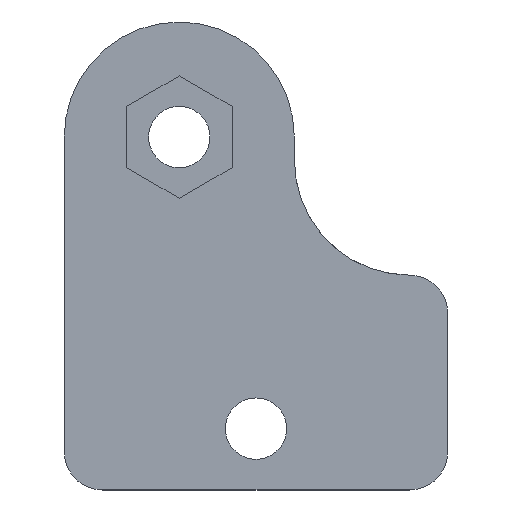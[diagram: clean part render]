
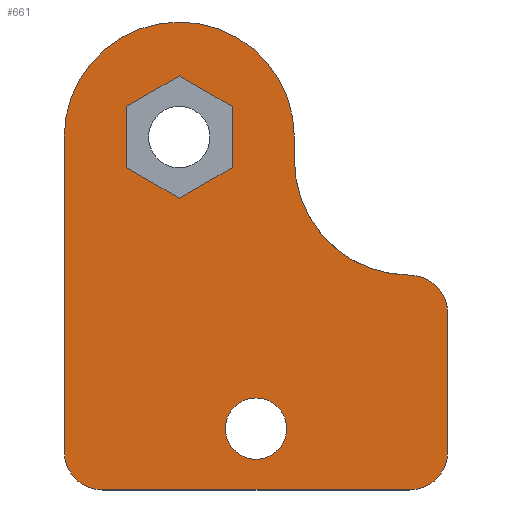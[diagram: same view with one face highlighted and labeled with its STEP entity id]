
A CAD part, front view. The second image highlights one B-rep face of the part: STEP entity #661.
In plain terms, the highlighted planar face has unit normal (0, -1, 0).
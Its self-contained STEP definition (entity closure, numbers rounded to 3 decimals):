
#33=FACE_BOUND('',#80,.T.);
#34=FACE_BOUND('',#81,.T.);
#42=FACE_OUTER_BOUND('',#79,.T.);
#79=EDGE_LOOP('',(#452,#453,#454,#455,#456,#457,#458,#459,#460));
#80=EDGE_LOOP('',(#461));
#81=EDGE_LOOP('',(#462,#463,#464,#465,#466,#467));
#125=CIRCLE('',#715,2.5);
#126=CIRCLE('',#716,7.5);
#127=CIRCLE('',#717,7.5);
#128=CIRCLE('',#718,2.5);
#129=CIRCLE('',#719,2.5);
#130=CIRCLE('',#720,2.);
#154=LINE('',#990,#221);
#155=LINE('',#996,#222);
#156=LINE('',#1000,#223);
#157=LINE('',#1004,#224);
#158=LINE('',#1010,#225);
#159=LINE('',#1012,#226);
#160=LINE('',#1014,#227);
#161=LINE('',#1016,#228);
#162=LINE('',#1018,#229);
#163=LINE('',#1019,#230);
#221=VECTOR('',#790,10.);
#222=VECTOR('',#795,10.);
#223=VECTOR('',#798,10.);
#224=VECTOR('',#801,10.);
#225=VECTOR('',#806,10.);
#226=VECTOR('',#807,10.);
#227=VECTOR('',#808,10.);
#228=VECTOR('',#809,10.);
#229=VECTOR('',#810,10.);
#230=VECTOR('',#811,10.);
#291=VERTEX_POINT('',#988);
#292=VERTEX_POINT('',#989);
#293=VERTEX_POINT('',#991);
#294=VERTEX_POINT('',#993);
#295=VERTEX_POINT('',#995);
#296=VERTEX_POINT('',#997);
#297=VERTEX_POINT('',#999);
#298=VERTEX_POINT('',#1001);
#299=VERTEX_POINT('',#1003);
#300=VERTEX_POINT('',#1006);
#301=VERTEX_POINT('',#1008);
#302=VERTEX_POINT('',#1009);
#303=VERTEX_POINT('',#1011);
#304=VERTEX_POINT('',#1013);
#305=VERTEX_POINT('',#1015);
#306=VERTEX_POINT('',#1017);
#355=EDGE_CURVE('',#291,#292,#154,.T.);
#356=EDGE_CURVE('',#293,#291,#125,.T.);
#357=EDGE_CURVE('',#294,#293,#126,.T.);
#358=EDGE_CURVE('',#295,#294,#155,.T.);
#359=EDGE_CURVE('',#296,#295,#127,.T.);
#360=EDGE_CURVE('',#297,#296,#156,.T.);
#361=EDGE_CURVE('',#298,#297,#128,.T.);
#362=EDGE_CURVE('',#299,#298,#157,.T.);
#363=EDGE_CURVE('',#292,#299,#129,.T.);
#364=EDGE_CURVE('',#300,#300,#130,.T.);
#365=EDGE_CURVE('',#301,#302,#158,.T.);
#366=EDGE_CURVE('',#303,#301,#159,.T.);
#367=EDGE_CURVE('',#304,#303,#160,.T.);
#368=EDGE_CURVE('',#305,#304,#161,.T.);
#369=EDGE_CURVE('',#306,#305,#162,.T.);
#370=EDGE_CURVE('',#302,#306,#163,.T.);
#452=ORIENTED_EDGE('',*,*,#355,.F.);
#453=ORIENTED_EDGE('',*,*,#356,.F.);
#454=ORIENTED_EDGE('',*,*,#357,.F.);
#455=ORIENTED_EDGE('',*,*,#358,.F.);
#456=ORIENTED_EDGE('',*,*,#359,.F.);
#457=ORIENTED_EDGE('',*,*,#360,.F.);
#458=ORIENTED_EDGE('',*,*,#361,.F.);
#459=ORIENTED_EDGE('',*,*,#362,.F.);
#460=ORIENTED_EDGE('',*,*,#363,.F.);
#461=ORIENTED_EDGE('',*,*,#364,.F.);
#462=ORIENTED_EDGE('',*,*,#365,.F.);
#463=ORIENTED_EDGE('',*,*,#366,.F.);
#464=ORIENTED_EDGE('',*,*,#367,.F.);
#465=ORIENTED_EDGE('',*,*,#368,.F.);
#466=ORIENTED_EDGE('',*,*,#369,.F.);
#467=ORIENTED_EDGE('',*,*,#370,.F.);
#640=PLANE('',#714);
#661=ADVANCED_FACE('',(#42,#33,#34),#640,.T.);
#714=AXIS2_PLACEMENT_3D('',#987,#788,#789);
#715=AXIS2_PLACEMENT_3D('',#992,#791,#792);
#716=AXIS2_PLACEMENT_3D('',#994,#793,#794);
#717=AXIS2_PLACEMENT_3D('',#998,#796,#797);
#718=AXIS2_PLACEMENT_3D('',#1002,#799,#800);
#719=AXIS2_PLACEMENT_3D('',#1005,#802,#803);
#720=AXIS2_PLACEMENT_3D('',#1007,#804,#805);
#788=DIRECTION('center_axis',(0.,-1.,0.));
#789=DIRECTION('ref_axis',(1.,0.,0.));
#790=DIRECTION('',(0.,0.,-1.));
#791=DIRECTION('center_axis',(0.,1.,0.));
#792=DIRECTION('ref_axis',(0.707,0.,0.707));
#793=DIRECTION('center_axis',(0.,-1.,0.));
#794=DIRECTION('ref_axis',(-0.707,0.,-0.707));
#795=DIRECTION('',(0.,0.,-1.));
#796=DIRECTION('center_axis',(0.,1.,0.));
#797=DIRECTION('ref_axis',(1.,0.,0.));
#798=DIRECTION('',(0.,0.,1.));
#799=DIRECTION('center_axis',(0.,1.,0.));
#800=DIRECTION('ref_axis',(-0.707,0.,-0.707));
#801=DIRECTION('',(-1.,0.,0.));
#802=DIRECTION('center_axis',(0.,1.,0.));
#803=DIRECTION('ref_axis',(0.707,0.,-0.707));
#804=DIRECTION('center_axis',(0.,-1.,0.));
#805=DIRECTION('ref_axis',(1.,0.,0.));
#806=DIRECTION('',(0.866,0.,-0.5));
#807=DIRECTION('',(0.,0.,-1.));
#808=DIRECTION('',(-0.866,0.,-0.5));
#809=DIRECTION('',(-0.866,0.,0.5));
#810=DIRECTION('',(0.,0.,1.));
#811=DIRECTION('',(0.866,0.,0.5));
#987=CARTESIAN_POINT('Origin',(12.5,-57.5,8.));
#988=CARTESIAN_POINT('',(25.,-57.5,2.5));
#989=CARTESIAN_POINT('',(25.,-57.5,-6.5));
#990=CARTESIAN_POINT('',(25.,-57.5,4.75));
#991=CARTESIAN_POINT('',(22.5,-57.5,5.));
#992=CARTESIAN_POINT('Origin',(22.5,-57.5,2.5));
#993=CARTESIAN_POINT('',(15.,-57.5,12.5));
#994=CARTESIAN_POINT('Origin',(22.5,-57.5,12.5));
#995=CARTESIAN_POINT('',(15.,-57.5,14.));
#996=CARTESIAN_POINT('',(15.,-57.5,11.));
#997=CARTESIAN_POINT('',(0.,-57.5,14.));
#998=CARTESIAN_POINT('Origin',(7.5,-57.5,14.));
#999=CARTESIAN_POINT('',(0.,-57.5,-6.5));
#1000=CARTESIAN_POINT('',(0.,-57.5,3.5));
#1001=CARTESIAN_POINT('',(2.5,-57.5,-9.));
#1002=CARTESIAN_POINT('Origin',(2.5,-57.5,-6.5));
#1003=CARTESIAN_POINT('',(22.5,-57.5,-9.));
#1004=CARTESIAN_POINT('',(10.,-57.5,-9.));
#1005=CARTESIAN_POINT('Origin',(22.5,-57.5,-6.5));
#1006=CARTESIAN_POINT('',(10.5,-57.5,-5.));
#1007=CARTESIAN_POINT('Origin',(12.5,-57.5,-5.));
#1008=CARTESIAN_POINT('',(4.05,-57.5,12.008));
#1009=CARTESIAN_POINT('',(7.5,-57.5,10.016));
#1010=CARTESIAN_POINT('',(9.812,-57.5,8.682));
#1011=CARTESIAN_POINT('',(4.05,-57.5,15.992));
#1012=CARTESIAN_POINT('',(4.05,-57.5,10.004));
#1013=CARTESIAN_POINT('',(7.5,-57.5,17.984));
#1014=CARTESIAN_POINT('',(5.488,-57.5,16.822));
#1015=CARTESIAN_POINT('',(10.95,-57.5,15.992));
#1016=CARTESIAN_POINT('',(11.537,-57.5,15.653));
#1017=CARTESIAN_POINT('',(10.95,-57.5,12.008));
#1018=CARTESIAN_POINT('',(10.95,-57.5,11.996));
#1019=CARTESIAN_POINT('',(10.663,-57.5,11.843));
